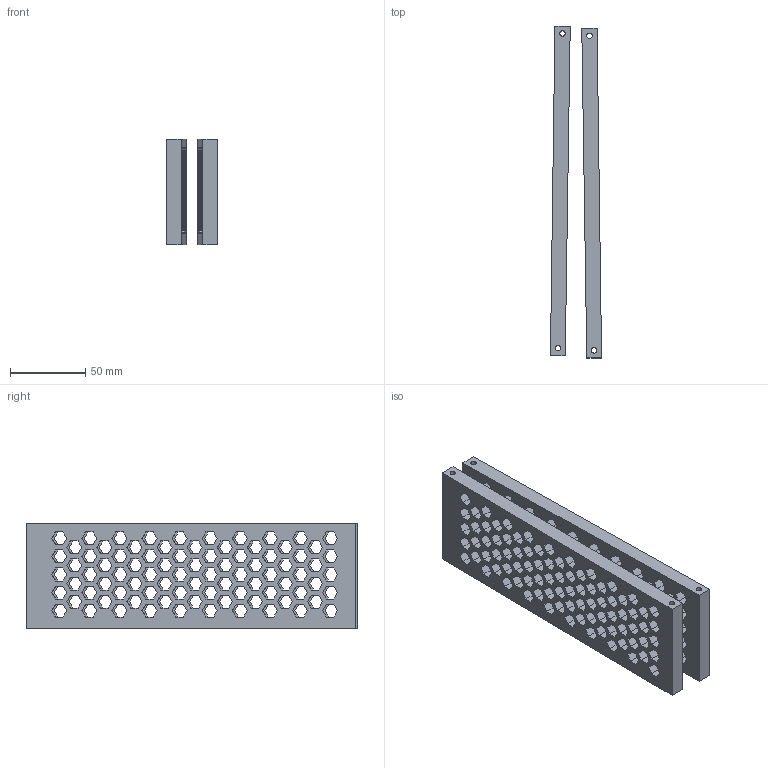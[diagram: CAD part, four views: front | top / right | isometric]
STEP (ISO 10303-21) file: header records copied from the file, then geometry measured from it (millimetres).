
FILE_DESCRIPTION(/* description */ (''),/* implementation_level */ '2;1');
FILE_NAME(/* name */ 'Walls.step',/* time_stamp */ '2025-07-02T16:19:54+03:00',/* author */ (''),/* organization */ (''),/* preprocessor_version */ 'ST-DEVELOPER v20.1',/* originating_system */ 'Autodesk Translation Framework v14.10.0.0',/* authorisation */ '');
FILE_SCHEMA (('AUTOMOTIVE_DESIGN { 1 0 10303 214 3 1 1 }'));
Length unit declared in the file: millimetre
Products named in the file (1): 2025-07-01-00-45-46-561
Bounding box: 34.01 x 220.51 x 70 mm (x, y, z)
Volume: 192073.2 mm3; surface area: 105334.8 mm2
Topology: 2 solids, 2 shells, 1048 faces, 3132 edges, 2088 vertices
Faces by surface type: plane 1044, cylinder 4
Full cylindrical faces by diameter (mm): 3.7 x4
Entity records: 35240 total; most frequent: CARTESIAN_POINT 6269, ORIENTED_EDGE 6264, DIRECTION 5238, EDGE_CURVE 3132, LINE 3124, VECTOR 3124, VERTEX_POINT 2088, EDGE_LOOP 1400
